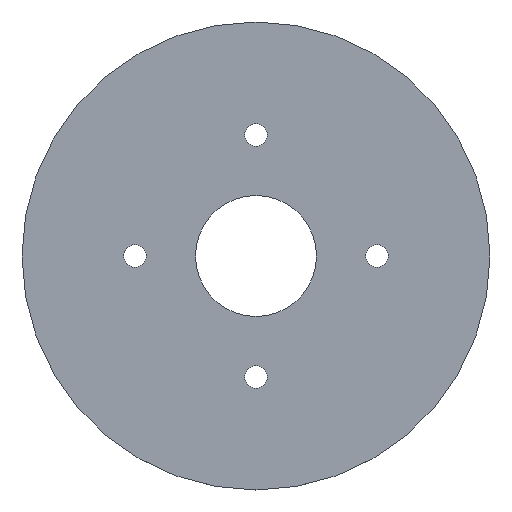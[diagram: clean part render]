
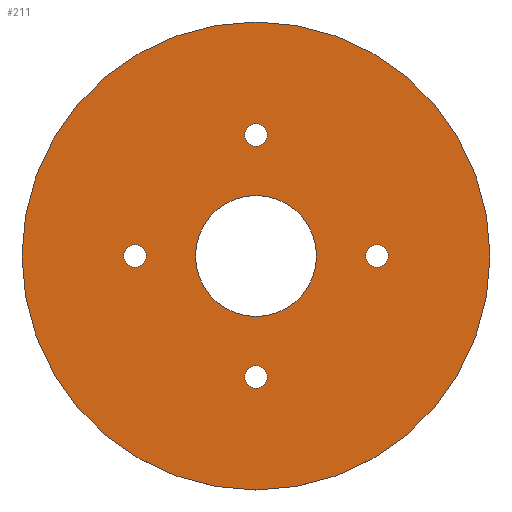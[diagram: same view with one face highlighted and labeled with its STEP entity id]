
A CAD part, top view. The second image highlights one B-rep face of the part: STEP entity #211.
In plain terms, the highlighted planar face has unit normal (0, 0, 1).
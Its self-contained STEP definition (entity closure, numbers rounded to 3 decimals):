
#15=FACE_BOUND('',#56,.T.);
#16=FACE_BOUND('',#57,.T.);
#17=FACE_BOUND('',#58,.T.);
#18=FACE_BOUND('',#59,.T.);
#19=FACE_BOUND('',#60,.T.);
#25=PLANE('',#253);
#43=FACE_OUTER_BOUND('',#55,.T.);
#55=EDGE_LOOP('',(#185));
#56=EDGE_LOOP('',(#186));
#57=EDGE_LOOP('',(#187));
#58=EDGE_LOOP('',(#188));
#59=EDGE_LOOP('',(#189));
#60=EDGE_LOOP('',(#190));
#95=CIRCLE('',#240,4.25);
#96=CIRCLE('',#242,4.25);
#97=CIRCLE('',#244,4.25);
#98=CIRCLE('',#246,4.25);
#99=CIRCLE('',#248,22.5);
#101=CIRCLE('',#251,87.);
#111=VERTEX_POINT('',#349);
#112=VERTEX_POINT('',#353);
#113=VERTEX_POINT('',#357);
#114=VERTEX_POINT('',#361);
#115=VERTEX_POINT('',#365);
#117=VERTEX_POINT('',#371);
#131=EDGE_CURVE('',#111,#111,#95,.T.);
#133=EDGE_CURVE('',#112,#112,#96,.T.);
#135=EDGE_CURVE('',#113,#113,#97,.T.);
#137=EDGE_CURVE('',#114,#114,#98,.T.);
#139=EDGE_CURVE('',#115,#115,#99,.T.);
#142=EDGE_CURVE('',#117,#117,#101,.T.);
#185=ORIENTED_EDGE('',*,*,#142,.T.);
#186=ORIENTED_EDGE('',*,*,#131,.T.);
#187=ORIENTED_EDGE('',*,*,#133,.T.);
#188=ORIENTED_EDGE('',*,*,#135,.T.);
#189=ORIENTED_EDGE('',*,*,#137,.T.);
#190=ORIENTED_EDGE('',*,*,#139,.T.);
#211=ADVANCED_FACE('',(#43,#15,#16,#17,#18,#19),#25,.T.);
#240=AXIS2_PLACEMENT_3D('',#350,#287,#288);
#242=AXIS2_PLACEMENT_3D('',#354,#292,#293);
#244=AXIS2_PLACEMENT_3D('',#358,#297,#298);
#246=AXIS2_PLACEMENT_3D('',#362,#302,#303);
#248=AXIS2_PLACEMENT_3D('',#366,#307,#308);
#251=AXIS2_PLACEMENT_3D('',#372,#314,#315);
#253=AXIS2_PLACEMENT_3D('',#376,#319,#320);
#287=DIRECTION('center_axis',(0.,0.,-1.));
#288=DIRECTION('ref_axis',(-1.,0.,0.));
#292=DIRECTION('center_axis',(0.,0.,-1.));
#293=DIRECTION('ref_axis',(-1.,0.,0.));
#297=DIRECTION('center_axis',(0.,0.,-1.));
#298=DIRECTION('ref_axis',(-1.,0.,0.));
#302=DIRECTION('center_axis',(0.,0.,-1.));
#303=DIRECTION('ref_axis',(-1.,0.,0.));
#307=DIRECTION('center_axis',(0.,0.,-1.));
#308=DIRECTION('ref_axis',(1.,0.,0.));
#314=DIRECTION('center_axis',(0.,0.,1.));
#315=DIRECTION('ref_axis',(1.,0.,0.));
#319=DIRECTION('center_axis',(0.,0.,1.));
#320=DIRECTION('ref_axis',(1.,0.,0.));
#349=CARTESIAN_POINT('',(49.25,0.,3.));
#350=CARTESIAN_POINT('Origin',(45.,0.,3.));
#353=CARTESIAN_POINT('',(4.25,-45.,3.));
#354=CARTESIAN_POINT('Origin',(0.,-45.,3.));
#357=CARTESIAN_POINT('',(4.25,45.,3.));
#358=CARTESIAN_POINT('Origin',(0.,45.,3.));
#361=CARTESIAN_POINT('',(-40.75,0.,3.));
#362=CARTESIAN_POINT('Origin',(-45.,0.,3.));
#365=CARTESIAN_POINT('',(-22.5,0.,3.));
#366=CARTESIAN_POINT('Origin',(0.,0.,3.));
#371=CARTESIAN_POINT('',(-87.,0.,3.));
#372=CARTESIAN_POINT('Origin',(0.,0.,3.));
#376=CARTESIAN_POINT('Origin',(0.,0.,3.));
